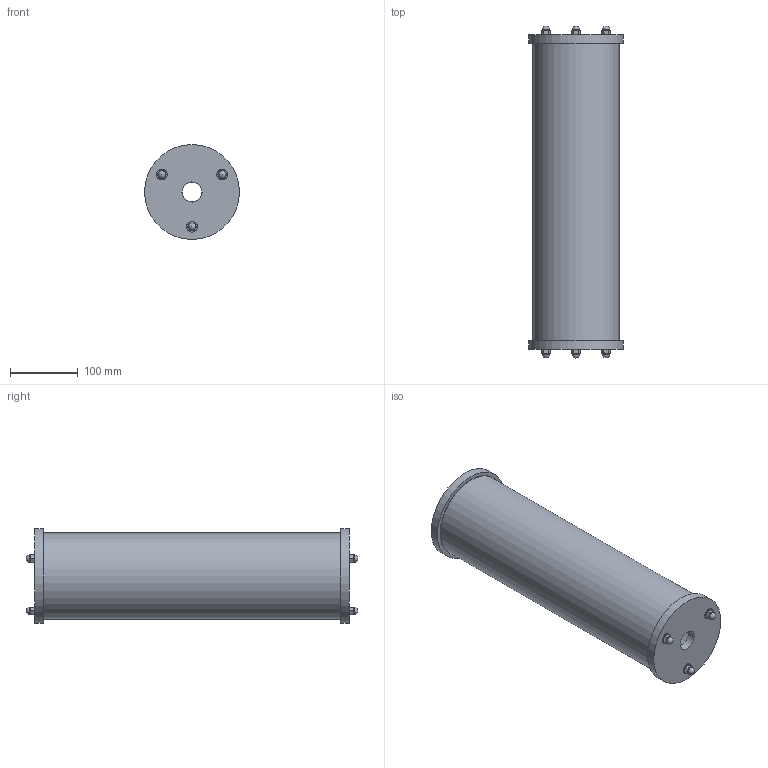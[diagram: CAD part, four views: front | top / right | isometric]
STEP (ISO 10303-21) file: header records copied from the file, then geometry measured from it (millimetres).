
FILE_DESCRIPTION((''),'2;1');
FILE_NAME('ACS#2-2000-GSV_R0.iam.stp','2016-10-13T12:58:59',(''),(''),'Autodesk Inventor 2009','Autodesk Inventor 2009','');
FILE_SCHEMA(('AUTOMOTIVE_DESIGN { 1 0 10303 214 1 1 1 1 }'));
Length unit declared in the file: inch
Products named in the file (7): ACS#2-2000-GSV_R0; ACS-3-2000-METAL_R3; ACS-2-2000-PC_R6; ACS-1-2000-A_R0; ACS-6-2000-M_R2B; TVW-10-25; TVN-9-25
Assembly tree (19 placements, depth 2):
  ACS#2-2000-GSV_R0
    ACS-3-2000-METAL_R3  x2
    ACS-2-2000-PC_R6
    ACS-1-2000-A_R0
    ACS-6-2000-M_R2B  x3
    TVW-10-25  x6
    TVN-9-25  x6
Bounding box: 139.7 x 488.95 x 139.7 mm (x, y, z)
Volume: 1214254.4 mm3; surface area: 712473.1 mm2
Topology: 19 solids, 19 shells, 425 faces, 1131 edges, 750 vertices
Faces by surface type: bspline 344, cylinder 41, plane 38, cone 2
Full cylindrical faces by diameter (mm): 6.35 x3, 6.746 x6, 7.137 x6, 15.875 x6, 78.74 x2, 80.01 x1, 84.988 x1, 86.36 x2, 119.38 x2, 120.65 x1, 127 x1, 128.27 x2, 139.7 x2
Entity records: 5139 total; most frequent: CARTESIAN_POINT 3091, ORIENTED_EDGE 394, DIRECTION 279, EDGE_CURVE 197, VERTEX_POINT 142, EDGE_LOOP 125, AXIS2_PLACEMENT_3D 104, FACE_OUTER_BOUND 89
